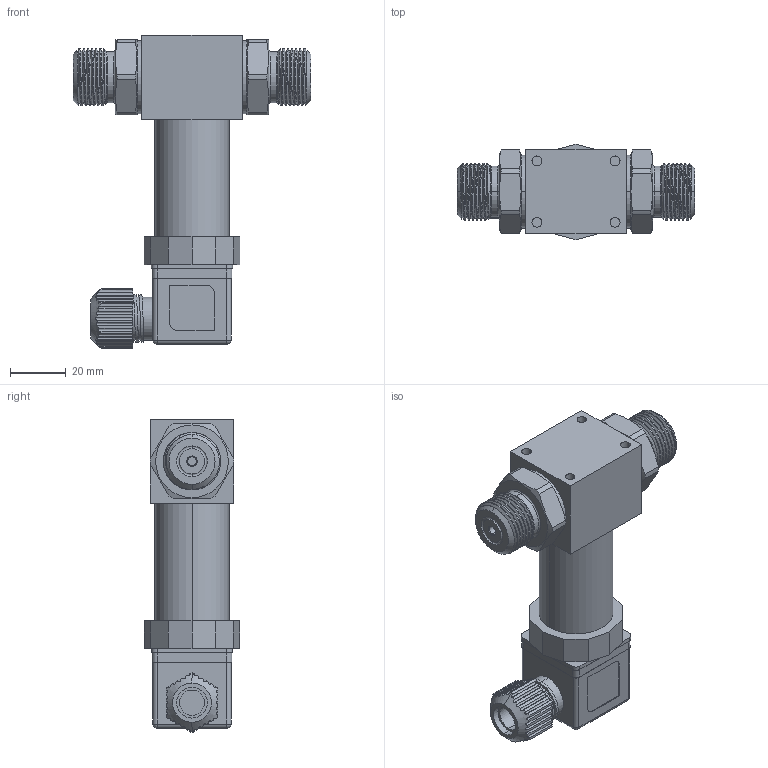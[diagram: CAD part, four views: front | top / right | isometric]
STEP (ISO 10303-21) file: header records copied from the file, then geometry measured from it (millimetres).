
FILE_DESCRIPTION (( 'STEP AP214' ), '1' );
FILE_NAME ('Ïðåîáðàçîâàòåëü äàâëåíèÿ PPT-D-ST-006-4-20-2-2.STEP', '2020-01-10T09:13:51', ( '' ), ( '' ), 'SwSTEP 2.0', 'SolidWorks 2017', '' );
FILE_SCHEMA (( 'AUTOMOTIVE_DESIGN' ));
Length unit declared in the file: millimetre
Products named in the file (1): Ïðåîáðàçîâàòåëü äàâëåíèÿ PPT-D-ST-006-4-20-2-2
Bounding box: 85 x 34.16 x 112.09 mm (x, y, z)
Volume: 110455.2 mm3; surface area: 23302.1 mm2
Topology: 3 solids, 3 shells, 341 faces, 881 edges, 562 vertices
Faces by surface type: plane 141, cylinder 136, cone 35, torus 16, bspline 7, sphere 6
Entity records: 17952 total; most frequent: CARTESIAN_POINT 6150, ORIENTED_EDGE 1750, DIRECTION 1602, EDGE_CURVE 875, AXIS2_PLACEMENT_3D 605, VERTEX_POINT 562, LINE 392, VECTOR 392
